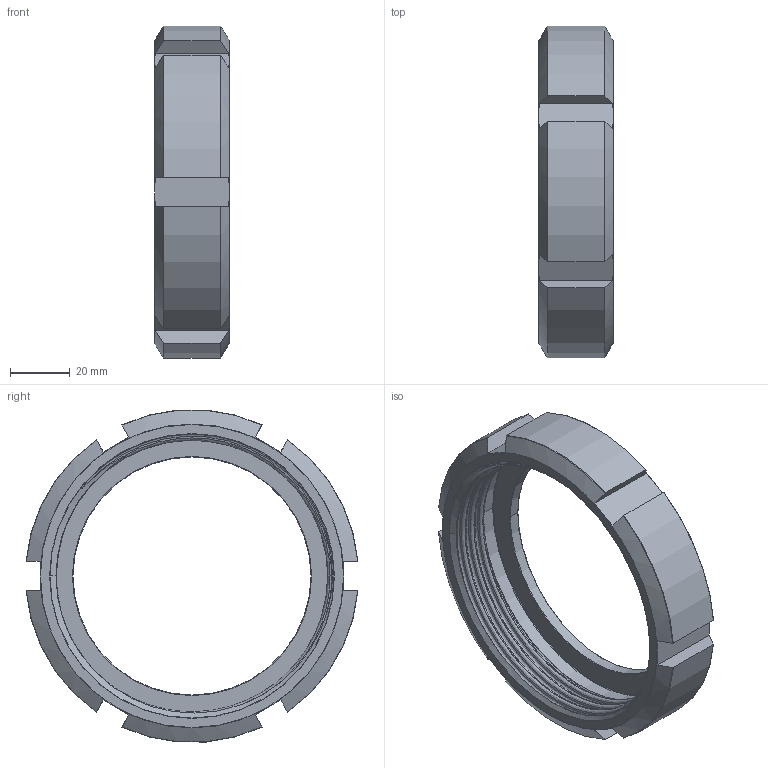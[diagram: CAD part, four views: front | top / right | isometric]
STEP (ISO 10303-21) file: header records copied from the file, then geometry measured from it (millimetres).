
FILE_DESCRIPTION (( 'STEP AP214' ), '1' );
FILE_NAME ('GL-210-065-x Nutmutter DIN11851 F65 heco.STEP', '2017-09-01T08:50:37', ( '' ), ( '' ), 'SwSTEP 2.0', 'SolidWorks 2016', '' );
FILE_SCHEMA (( 'AUTOMOTIVE_DESIGN' ));
Length unit declared in the file: millimetre
Products named in the file (1): GL-210-065-x Nutmutter DIN11851 F65 heco
Bounding box: 25 x 111.55 x 111.58 mm (x, y, z)
Volume: 68966.7 mm3; surface area: 27812.1 mm2
Topology: 1 solids, 1 shells, 261 faces, 699 edges, 462 vertices
Faces by surface type: plane 110, bspline 90, torus 28, cylinder 17, cone 16
Entity records: 17930 total; most frequent: CARTESIAN_POINT 10299, ORIENTED_EDGE 1398, DIRECTION 829, EDGE_CURVE 699, VERTEX_POINT 462, LINE 327, VECTOR 327, EDGE_LOOP 285
